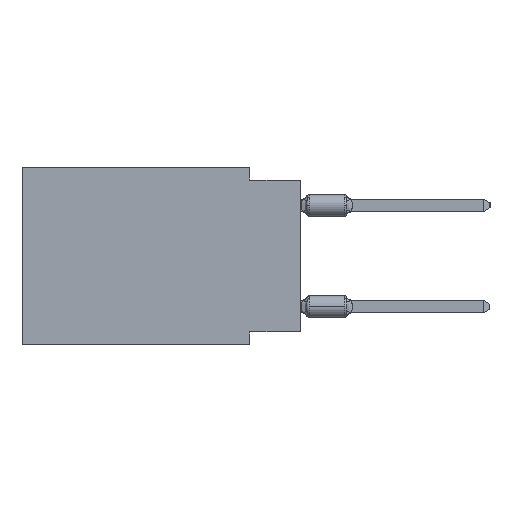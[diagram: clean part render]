
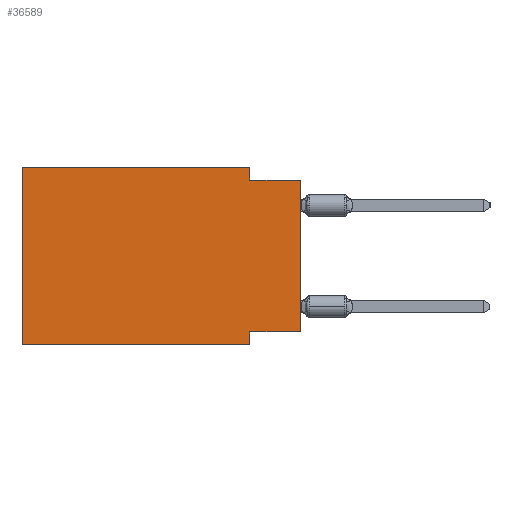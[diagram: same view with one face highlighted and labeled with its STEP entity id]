
A CAD part, left-side view. The second image highlights one B-rep face of the part: STEP entity #36589.
In plain terms, the highlighted planar face has unit normal (-1, 0, 0).
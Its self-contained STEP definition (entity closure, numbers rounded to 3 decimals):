
#1756 = VECTOR ( 'NONE', #16445, 1000. ) ;
#1864 = VERTEX_POINT ( 'NONE', #13187 ) ;
#1880 = DIRECTION ( 'NONE',  ( 1., 0., 0. ) ) ;
#3460 = VECTOR ( 'NONE', #20691, 1000. ) ;
#4115 = LINE ( 'NONE', #31218, #18740 ) ;
#5865 = LINE ( 'NONE', #43289, #50320 ) ;
#6250 = ORIENTED_EDGE ( 'NONE', *, *, #15028, .F. ) ;
#6831 = LINE ( 'NONE', #44975, #11667 ) ;
#7244 = CARTESIAN_POINT ( 'NONE',  ( 0., 13.97, 0. ) ) ;
#7326 = VERTEX_POINT ( 'NONE', #56118 ) ;
#7840 = CARTESIAN_POINT ( 'NONE',  ( 0., 0., -8.255 ) ) ;
#8076 = LINE ( 'NONE', #51575, #21762 ) ;
#8242 = CARTESIAN_POINT ( 'NONE',  ( 0., 2.54, -8.89 ) ) ;
#10316 = VERTEX_POINT ( 'NONE', #55223 ) ;
#11667 = VECTOR ( 'NONE', #28224, 1000. ) ;
#12244 = VECTOR ( 'NONE', #54831, 1000. ) ;
#12425 = VERTEX_POINT ( 'NONE', #35261 ) ;
#12593 = PLANE ( 'NONE',  #42644 ) ;
#13187 = CARTESIAN_POINT ( 'NONE',  ( 0., 13.97, -8.89 ) ) ;
#15028 = EDGE_CURVE ( 'NONE', #1864, #12425, #5865, .T. ) ;
#15592 = EDGE_CURVE ( 'NONE', #1864, #62844, #6831, .T. ) ;
#16445 = DIRECTION ( 'NONE',  ( 0., -1., 0. ) ) ;
#18740 = VECTOR ( 'NONE', #52947, 1000. ) ;
#19898 = CARTESIAN_POINT ( 'NONE',  ( 0., 0., -8.255 ) ) ;
#20691 = DIRECTION ( 'NONE',  ( 0., 1., 0. ) ) ;
#21435 = LINE ( 'NONE', #32136, #1756 ) ;
#21762 = VECTOR ( 'NONE', #67272, 1000. ) ;
#26191 = CARTESIAN_POINT ( 'NONE',  ( 0., 13.97, 0. ) ) ;
#27054 = CARTESIAN_POINT ( 'NONE',  ( 0., 0., 0. ) ) ;
#27558 = EDGE_CURVE ( 'NONE', #69503, #62844, #4115, .T. ) ;
#28224 = DIRECTION ( 'NONE',  ( 0., -1., 0. ) ) ;
#30497 = EDGE_CURVE ( 'NONE', #36554, #10316, #21435, .T. ) ;
#31218 = CARTESIAN_POINT ( 'NONE',  ( 0., 2.54, -8.89 ) ) ;
#31321 = EDGE_CURVE ( 'NONE', #12425, #7326, #32563, .T. ) ;
#32136 = CARTESIAN_POINT ( 'NONE',  ( 0., 0., -0.635 ) ) ;
#32563 = LINE ( 'NONE', #26191, #43958 ) ;
#32734 = LINE ( 'NONE', #27054, #12244 ) ;
#33724 = CARTESIAN_POINT ( 'NONE',  ( 0., 2.54, -8.255 ) ) ;
#35261 = CARTESIAN_POINT ( 'NONE',  ( 0., 13.97, 0. ) ) ;
#36554 = VERTEX_POINT ( 'NONE', #44655 ) ;
#36589 = ADVANCED_FACE ( 'NONE', ( #61393 ), #12593, .F. ) ;
#37407 = ORIENTED_EDGE ( 'NONE', *, *, #57640, .T. ) ;
#38983 = DIRECTION ( 'NONE',  ( 0., 0., -1. ) ) ;
#40345 = ORIENTED_EDGE ( 'NONE', *, *, #30497, .F. ) ;
#42610 = DIRECTION ( 'NONE',  ( 0., 0., 1. ) ) ;
#42644 = AXIS2_PLACEMENT_3D ( 'NONE', #7244, #1880, #38983 ) ;
#42892 = EDGE_LOOP ( 'NONE', ( #37407, #40345, #63703, #66201, #6250, #68832, #64655, #49129 ) ) ;
#43289 = CARTESIAN_POINT ( 'NONE',  ( 0., 13.97, 0. ) ) ;
#43958 = VECTOR ( 'NONE', #59298, 1000. ) ;
#44655 = CARTESIAN_POINT ( 'NONE',  ( 0., 2.54, -0.635 ) ) ;
#44975 = CARTESIAN_POINT ( 'NONE',  ( 0., 13.97, -8.89 ) ) ;
#49129 = ORIENTED_EDGE ( 'NONE', *, *, #68432, .F. ) ;
#50320 = VECTOR ( 'NONE', #42610, 1000. ) ;
#51575 = CARTESIAN_POINT ( 'NONE',  ( 0., 2.54, 0. ) ) ;
#52947 = DIRECTION ( 'NONE',  ( 0., 0., -1. ) ) ;
#54831 = DIRECTION ( 'NONE',  ( 0., 0., 1. ) ) ;
#55108 = EDGE_CURVE ( 'NONE', #7326, #36554, #8076, .T. ) ;
#55223 = CARTESIAN_POINT ( 'NONE',  ( 0., 0., -0.635 ) ) ;
#56118 = CARTESIAN_POINT ( 'NONE',  ( 0., 2.54, 0. ) ) ;
#56662 = LINE ( 'NONE', #7840, #3460 ) ;
#57640 = EDGE_CURVE ( 'NONE', #68964, #10316, #32734, .T. ) ;
#59298 = DIRECTION ( 'NONE',  ( 0., -1., 0. ) ) ;
#61393 = FACE_OUTER_BOUND ( 'NONE', #42892, .T. ) ;
#62844 = VERTEX_POINT ( 'NONE', #8242 ) ;
#63703 = ORIENTED_EDGE ( 'NONE', *, *, #55108, .F. ) ;
#64655 = ORIENTED_EDGE ( 'NONE', *, *, #27558, .F. ) ;
#66201 = ORIENTED_EDGE ( 'NONE', *, *, #31321, .F. ) ;
#67272 = DIRECTION ( 'NONE',  ( 0., 0., -1. ) ) ;
#68432 = EDGE_CURVE ( 'NONE', #68964, #69503, #56662, .T. ) ;
#68832 = ORIENTED_EDGE ( 'NONE', *, *, #15592, .T. ) ;
#68964 = VERTEX_POINT ( 'NONE', #19898 ) ;
#69503 = VERTEX_POINT ( 'NONE', #33724 ) ;
